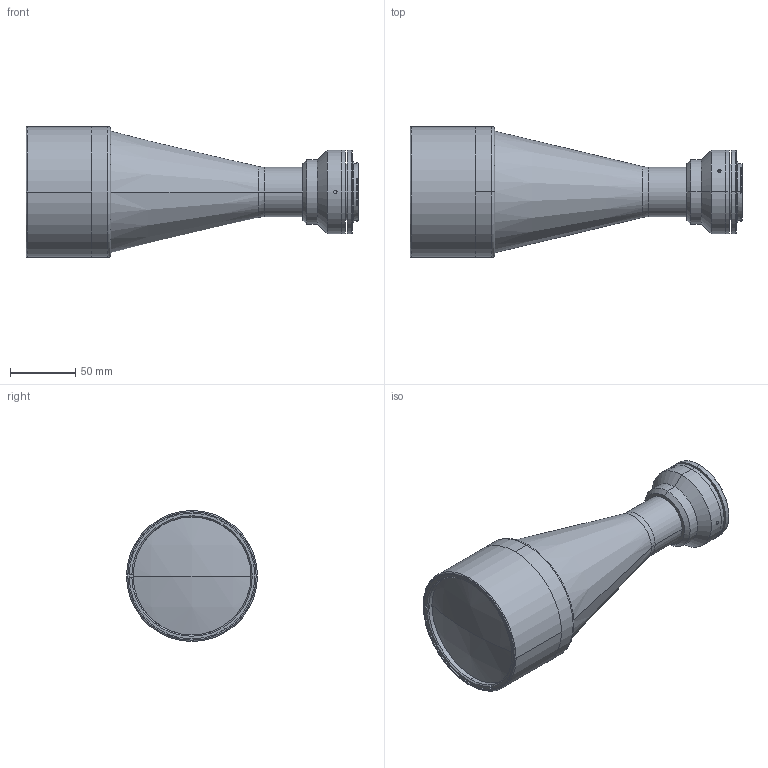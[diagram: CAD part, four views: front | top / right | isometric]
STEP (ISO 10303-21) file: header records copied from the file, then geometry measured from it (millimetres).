
FILE_DESCRIPTION (( 'STEP AP214' ), '1' );
FILE_NAME ('TC2M064HR-F.STEP', '2014-06-03T13:10:56', ( 'piermario' ), ( '' ), 'SwSTEP 2.0', 'SolidWorks 2013', '' );
FILE_SCHEMA (( 'AUTOMOTIVE_DESIGN' ));
Length unit declared in the file: millimetre
Products named in the file (1): TC2M064HR-F
Bounding box: 253.59 x 100 x 100 mm (x, y, z)
Surface area: 84544.6 mm2 (no closed solid volume)
Topology: 0 solids, 14 shells, 162 faces, 466 edges, 317 vertices
Faces by surface type: cylinder 63, plane 63, cone 20, torus 12, sphere 4
Entity records: 7377 total; most frequent: CARTESIAN_POINT 1222, DIRECTION 995, ORIENTED_EDGE 780, EDGE_CURVE 466, AXIS2_PLACEMENT_3D 394, VERTEX_POINT 317, CIRCLE 231, VECTOR 207
